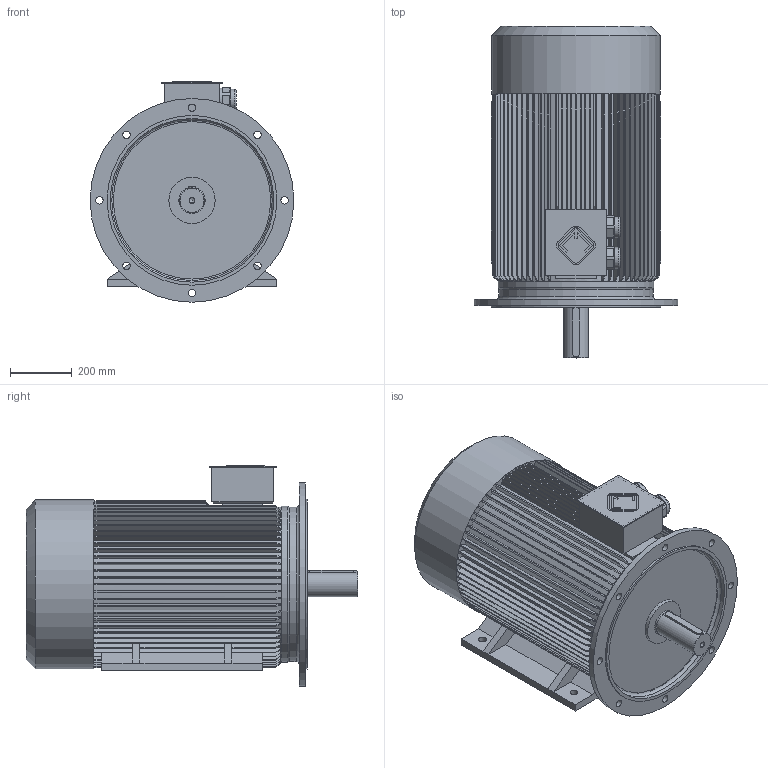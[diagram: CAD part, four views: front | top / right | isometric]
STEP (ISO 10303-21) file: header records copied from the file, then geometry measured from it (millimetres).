
FILE_DESCRIPTION(/* description */ ('Unknown'),/* implementation_level */ '2;1');
FILE_NAME(/* name */ 'A280M4-8_В35',/* time_stamp */ '2021-05-24T12:00:45+03:00',/* author */ ('Unknown'),/* organization */ ('Unknown'),/* preprocessor_version */ 'ST-DEVELOPER v16',/* originating_system */ 'DEX',/* authorisation */ $);
FILE_SCHEMA (('AUTOMOTIVE_DESIGN {1 0 10303 214 3 1 1}'));
Length unit declared in the file: millimetre
Products named in the file (1): A280M4-8_ﾂ35
Bounding box: 660 x 1075 x 714 mm (x, y, z)
Volume: 199083095.9 mm3; surface area: 4501774.1 mm2
Topology: 1 solids, 1 shells, 601 faces, 1730 edges, 1146 vertices
Faces by surface type: plane 404, cylinder 122, cone 70, torus 5
Full cylindrical faces by diameter (mm): 17.294 x2, 24 x12, 69.612 x2, 80 x3, 85 x1, 150 x1, 500 x2, 505 x1, 530 x1, 547 x1, 550 x1, 660 x1
Entity records: 24008 total; most frequent: CARTESIAN_POINT 4007, ORIENTED_EDGE 3340, DIRECTION 3260, EDGE_CURVE 1670, VERTEX_POINT 1125, AXIS2_PLACEMENT_3D 1120, LINE 1020, VECTOR 1020
